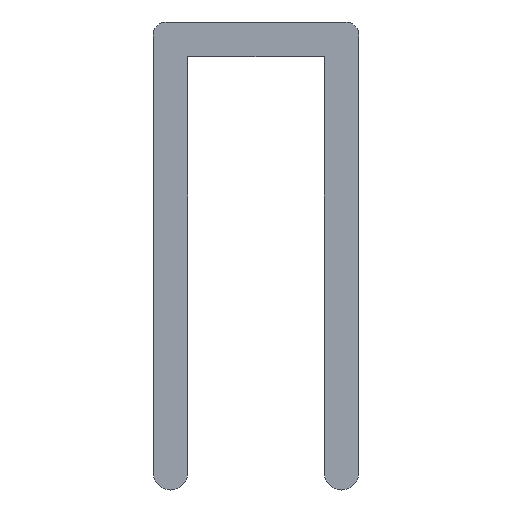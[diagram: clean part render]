
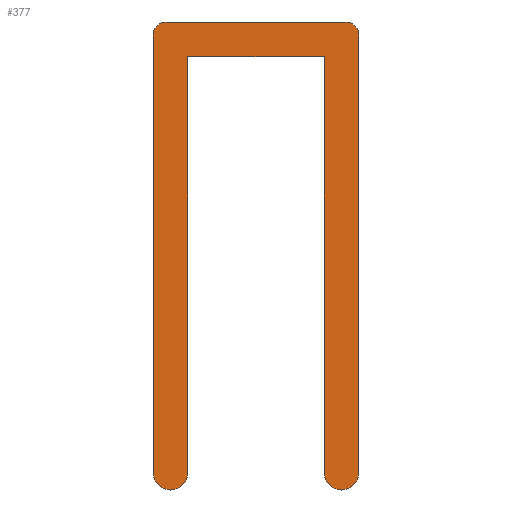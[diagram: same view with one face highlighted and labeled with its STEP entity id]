
A CAD part, front view. The second image highlights one B-rep face of the part: STEP entity #377.
In plain terms, the highlighted planar face has unit normal (0, -1, 0).
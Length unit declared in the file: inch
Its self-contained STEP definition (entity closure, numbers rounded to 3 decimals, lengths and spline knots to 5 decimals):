
#34=CARTESIAN_POINT('',(5.63353,4.36068,-0.505));
#35=VERTEX_POINT('',#34);
#42=CARTESIAN_POINT('',(5.63353,4.36068,0.455));
#43=VERTEX_POINT('',#42);
#44=CARTESIAN_POINT('',(5.63353,4.36068,-0.505));
#45=DIRECTION('',(0.,0.,1.));
#46=VECTOR('',#45,1.);
#47=LINE('',#44,#46);
#48=EDGE_CURVE('',#35,#43,#47,.T.);
#73=CARTESIAN_POINT('',(5.71353,4.36068,-0.505));
#74=VERTEX_POINT('',#73);
#81=CARTESIAN_POINT('',(5.67353,4.36068,-0.505));
#82=DIRECTION('',(0.,-1.,0.));
#83=DIRECTION('',(1.,0.,0.));
#84=AXIS2_PLACEMENT_3D('',#81,#82,#83);
#85=CIRCLE('',#84,0.04);
#86=EDGE_CURVE('',#35,#74,#85,.T.);
#105=CARTESIAN_POINT('',(5.71353,4.36068,0.505));
#106=VERTEX_POINT('',#105);
#113=CARTESIAN_POINT('',(5.71353,4.36068,-0.505));
#114=DIRECTION('',(0.,0.,1.));
#115=VECTOR('',#114,1.);
#116=LINE('',#113,#115);
#117=EDGE_CURVE('',#74,#106,#116,.T.);
#137=CARTESIAN_POINT('',(5.68353,4.36068,0.535));
#138=VERTEX_POINT('',#137);
#145=CARTESIAN_POINT('',(5.68353,4.36068,0.505));
#146=DIRECTION('',(0.,-1.,0.));
#147=DIRECTION('',(1.,0.,0.));
#148=AXIS2_PLACEMENT_3D('',#145,#146,#147);
#149=CIRCLE('',#148,0.03);
#150=EDGE_CURVE('',#106,#138,#149,.T.);
#169=CARTESIAN_POINT('',(5.26853,4.36068,0.535));
#170=VERTEX_POINT('',#169);
#177=CARTESIAN_POINT('',(5.68353,4.36068,0.535));
#178=DIRECTION('',(-1.,0.,0.));
#179=VECTOR('',#178,1.);
#180=LINE('',#177,#179);
#181=EDGE_CURVE('',#138,#170,#180,.T.);
#201=CARTESIAN_POINT('',(5.23853,4.36068,0.505));
#202=VERTEX_POINT('',#201);
#209=CARTESIAN_POINT('',(5.26853,4.36068,0.505));
#210=DIRECTION('',(0.,-1.,0.));
#211=DIRECTION('',(1.,0.,0.));
#212=AXIS2_PLACEMENT_3D('',#209,#210,#211);
#213=CIRCLE('',#212,0.03);
#214=EDGE_CURVE('',#170,#202,#213,.T.);
#233=CARTESIAN_POINT('',(5.23853,4.36068,-0.505));
#234=VERTEX_POINT('',#233);
#241=CARTESIAN_POINT('',(5.23853,4.36068,0.505));
#242=DIRECTION('',(0.,0.,-1.));
#243=VECTOR('',#242,1.);
#244=LINE('',#241,#243);
#245=EDGE_CURVE('',#202,#234,#244,.T.);
#265=CARTESIAN_POINT('',(5.31853,4.36068,-0.505));
#266=VERTEX_POINT('',#265);
#273=CARTESIAN_POINT('',(5.27853,4.36068,-0.505));
#274=DIRECTION('',(0.,-1.,0.));
#275=DIRECTION('',(1.,0.,0.));
#276=AXIS2_PLACEMENT_3D('',#273,#274,#275);
#277=CIRCLE('',#276,0.04);
#278=EDGE_CURVE('',#234,#266,#277,.T.);
#297=CARTESIAN_POINT('',(5.31853,4.36068,0.455));
#298=VERTEX_POINT('',#297);
#305=CARTESIAN_POINT('',(5.31853,4.36068,0.455));
#306=DIRECTION('',(0.,0.,-1.));
#307=VECTOR('',#306,1.);
#308=LINE('',#305,#307);
#309=EDGE_CURVE('',#298,#266,#308,.T.);
#327=CARTESIAN_POINT('',(5.63353,4.36068,0.455));
#328=DIRECTION('',(-1.,0.,0.));
#329=VECTOR('',#328,1.);
#330=LINE('',#327,#329);
#331=EDGE_CURVE('',#43,#298,#330,.T.);
#360=ORIENTED_EDGE('',*,*,#331,.F.);
#361=ORIENTED_EDGE('',*,*,#48,.F.);
#362=ORIENTED_EDGE('',*,*,#86,.T.);
#363=ORIENTED_EDGE('',*,*,#117,.T.);
#364=ORIENTED_EDGE('',*,*,#150,.T.);
#365=ORIENTED_EDGE('',*,*,#181,.T.);
#366=ORIENTED_EDGE('',*,*,#214,.T.);
#367=ORIENTED_EDGE('',*,*,#245,.T.);
#368=ORIENTED_EDGE('',*,*,#278,.T.);
#369=ORIENTED_EDGE('',*,*,#309,.F.);
#370=EDGE_LOOP('',(#360,#361,#362,#363,#364,#365,#366,#367,#368,#369));
#371=FACE_OUTER_BOUND('',#370,.T.);
#372=CARTESIAN_POINT('',(5.53515,4.36068,0.455));
#373=DIRECTION('',(0.,1.,0.));
#374=DIRECTION('',(-1.,0.,0.));
#375=AXIS2_PLACEMENT_3D('',#372,#373,#374);
#376=PLANE('',#375);
#377=ADVANCED_FACE('',(#371),#376,.F.);
